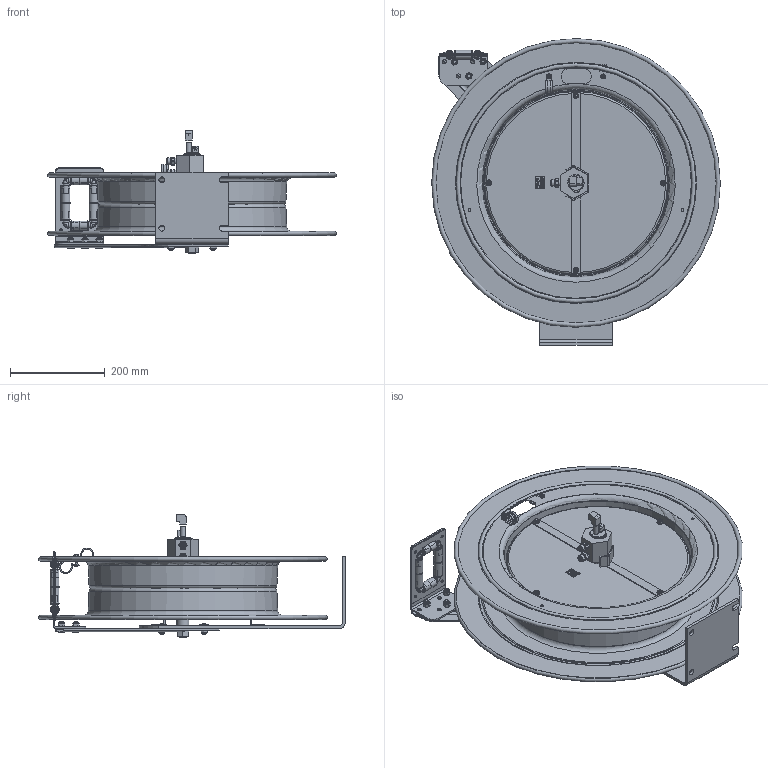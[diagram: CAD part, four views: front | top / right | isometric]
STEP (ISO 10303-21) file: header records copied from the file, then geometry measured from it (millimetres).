
FILE_DESCRIPTION(/* description */ (''),/* implementation_level */ '2;1');
FILE_NAME(/* name */ 'SHWTL-N-175_SHARED.stp',/* time_stamp */ '2020-02-27T16:12:25-07:00',/* author */ ('NMelton'),/* organization */ (''),/* preprocessor_version */ 'ST-DEVELOPER v17',/* originating_system */ 'Autodesk Inventor 2019',/* authorisation */ '');
FILE_SCHEMA (('AUTOMOTIVE_DESIGN { 1 0 10303 214 3 1 1 }'));
Products named in the file (1): SHWTL-N-175_SHARED
Bounding box: 609.6 x 647.7 x 258.47 mm (x, y, z)
Surface area: 1865662 mm2 (no closed solid volume)
Topology: 0 solids, 157 shells, 2687 faces, 11791 edges, 8877 vertices
Faces by surface type: plane 1382, cylinder 591, bspline 416, cone 195, torus 87, sphere 16
Full cylindrical faces by diameter (mm): 1.93 x2, 2.54 x1, 3.048 x1, 3.962 x2, 4.699 x4, 4.75 x3, 4.826 x2, 5.08 x2, 5.182 x2, 5.556 x1, 5.575 x1, 5.588 x6, 6.35 x8, 7.112 x2, 7.938 x3, 8.636 x7, 8.89 x3, 10.312 x1, 10.414 x1, 11.43 x3, 11.557 x4, 12.192 x7, 12.7 x2, 14.287 x2, 15.875 x1, 19.05 x7, 25.362 x1, 25.578 x1, 28.448 x1, 29.87 x1
Entity records: 128909 total; most frequent: CARTESIAN_POINT 37563, ORIENTED_EDGE 17071, DIRECTION 15993, EDGE_CURVE 11777, VERTEX_POINT 8877, LINE 6697, VECTOR 6697, AXIS2_PLACEMENT_3D 4648
